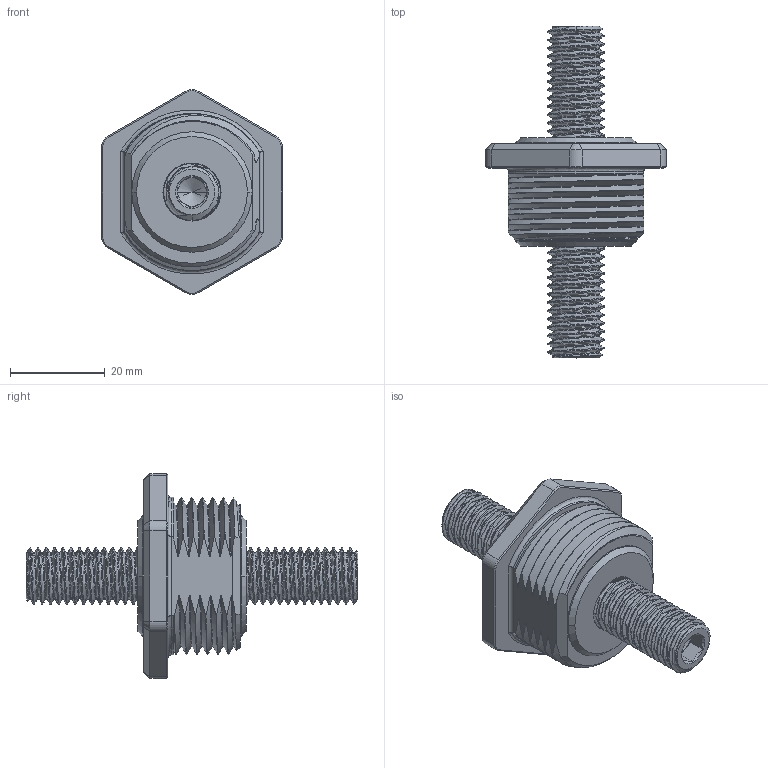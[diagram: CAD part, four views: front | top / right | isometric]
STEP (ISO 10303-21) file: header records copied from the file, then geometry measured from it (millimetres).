
FILE_DESCRIPTION((''),'2;1');
FILE_NAME('SC47-2012B-A008_NCF_ASM','2025-04-22T10:09:17',('20077268'),(''),'CREO PARAMETRIC BY PTC INC, 2024014','CREO PARAMETRIC BY PTC INC, 2024014','');
FILE_SCHEMA(('CONFIG_CONTROL_DESIGN'));
Length unit declared in the file: inch
Products named in the file (6): C40-1001-X_MOLD_NCF; PC07-2000A-C000_NCF; PC40-2000A-B00X_NCF_ASM; PC05-2005A-A000_NCF; PC47-2012B-A00X_NCF_ASM; SC47-2012B-A008_NCF_ASM
Assembly tree (6 placements, depth 4):
  SC47-2012B-A008_NCF_ASM
    PC47-2012B-A00X_NCF_ASM
      PC40-2000A-B00X_NCF_ASM
        C40-1001-X_MOLD_NCF
        PC07-2000A-C000_NCF
      PC05-2005A-A000_NCF  x2
Bounding box: 38.1 x 70 x 43.21 mm (x, y, z)
Volume: 22741.2 mm3; surface area: 15533.6 mm2
Topology: 4 solids, 4 shells, 676 faces, 1819 edges, 1148 vertices
Faces by surface type: plane 323, cylinder 190, bspline 82, cone 73, torus 8
Entity records: 48688 total; most frequent: CARTESIAN_POINT 35194, ORIENTED_EDGE 3260, DIRECTION 2053, EDGE_CURVE 1630, VERTEX_POINT 1034, B_SPLINE_CURVE_WITH_KNOTS 844, AXIS2_PLACEMENT_3D 723, EDGE_LOOP 614
